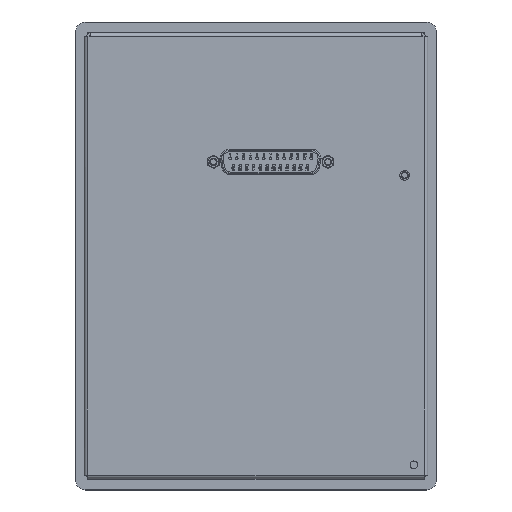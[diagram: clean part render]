
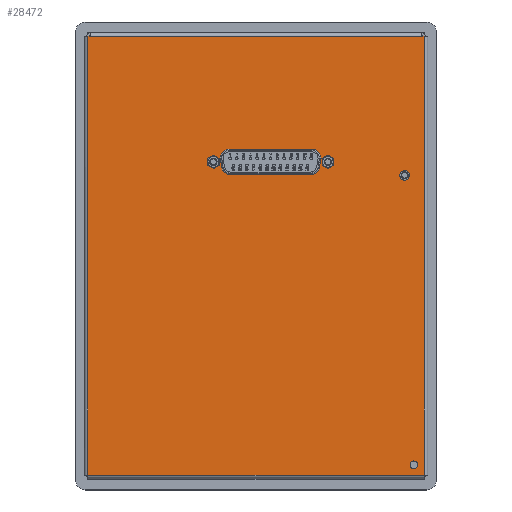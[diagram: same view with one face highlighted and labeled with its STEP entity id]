
A CAD part, top view. The second image highlights one B-rep face of the part: STEP entity #28472.
In plain terms, the highlighted planar face has unit normal (0, 0, 1).
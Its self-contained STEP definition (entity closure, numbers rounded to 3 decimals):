
#3650=LINE('',#116771,#12729);
#3651=LINE('',#116774,#12730);
#3652=LINE('',#116776,#12731);
#3653=LINE('',#116778,#12732);
#3654=LINE('',#116780,#12733);
#3655=LINE('',#116782,#12734);
#3656=LINE('',#116786,#12735);
#3657=LINE('',#116790,#12736);
#3658=LINE('',#116794,#12737);
#3659=LINE('',#116798,#12738);
#12729=VECTOR('',#93145,1.);
#12730=VECTOR('',#93146,1.);
#12731=VECTOR('',#93147,1.);
#12732=VECTOR('',#93148,1.);
#12733=VECTOR('',#93149,1.);
#12734=VECTOR('',#93150,1.);
#12735=VECTOR('',#93153,1.);
#12736=VECTOR('',#93156,1.);
#12737=VECTOR('',#93159,1.);
#12738=VECTOR('',#93162,1.);
#20315=PLANE('',#82193);
#28472=ADVANCED_FACE('',(#31892,#31893,#31894,#31895,#31896,#31897),#20315,
 .F.);
#31892=FACE_BOUND('',#34213,.T.);
#31893=FACE_BOUND('',#34214,.T.);
#31894=FACE_BOUND('',#34215,.T.);
#31895=FACE_BOUND('',#34216,.T.);
#31896=FACE_BOUND('',#34217,.T.);
#31897=FACE_BOUND('',#34218,.T.);
#34213=EDGE_LOOP('',(#45084));
#34214=EDGE_LOOP('',(#45085));
#34215=EDGE_LOOP('',(#45086,#45087,#45088,#45089,#45090,#45091));
#34216=EDGE_LOOP('',(#45092,#45093,#45094,#45095,#45096,#45097,#45098,#45099));
#34217=EDGE_LOOP('',(#45100));
#34218=EDGE_LOOP('',(#45101));
#45084=ORIENTED_EDGE('',*,*,#71365,.T.);
#45085=ORIENTED_EDGE('',*,*,#71367,.T.);
#45086=ORIENTED_EDGE('',*,*,#71378,.F.);
#45087=ORIENTED_EDGE('',*,*,#71379,.F.);
#45088=ORIENTED_EDGE('',*,*,#71380,.F.);
#45089=ORIENTED_EDGE('',*,*,#71381,.F.);
#45090=ORIENTED_EDGE('',*,*,#71382,.F.);
#45091=ORIENTED_EDGE('',*,*,#71383,.F.);
#45092=ORIENTED_EDGE('',*,*,#71384,.T.);
#45093=ORIENTED_EDGE('',*,*,#71385,.T.);
#45094=ORIENTED_EDGE('',*,*,#71386,.T.);
#45095=ORIENTED_EDGE('',*,*,#71387,.T.);
#45096=ORIENTED_EDGE('',*,*,#71388,.T.);
#45097=ORIENTED_EDGE('',*,*,#71389,.T.);
#45098=ORIENTED_EDGE('',*,*,#71390,.T.);
#45099=ORIENTED_EDGE('',*,*,#71391,.T.);
#45100=ORIENTED_EDGE('',*,*,#71376,.T.);
#45101=ORIENTED_EDGE('',*,*,#71374,.T.);
#62620=VERTEX_POINT('',#116732);
#62622=VERTEX_POINT('',#116737);
#62629=VERTEX_POINT('',#116762);
#62631=VERTEX_POINT('',#116767);
#62633=VERTEX_POINT('',#116772);
#62634=VERTEX_POINT('',#116773);
#62635=VERTEX_POINT('',#116775);
#62636=VERTEX_POINT('',#116777);
#62637=VERTEX_POINT('',#116779);
#62638=VERTEX_POINT('',#116781);
#62639=VERTEX_POINT('',#116784);
#62640=VERTEX_POINT('',#116785);
#62641=VERTEX_POINT('',#116787);
#62642=VERTEX_POINT('',#116789);
#62643=VERTEX_POINT('',#116791);
#62644=VERTEX_POINT('',#116793);
#62645=VERTEX_POINT('',#116795);
#62646=VERTEX_POINT('',#116797);
#71365=EDGE_CURVE('',#62620,#62620,#79200,.T.);
#71367=EDGE_CURVE('',#62622,#62622,#79202,.T.);
#71374=EDGE_CURVE('',#62629,#62629,#79209,.T.);
#71376=EDGE_CURVE('',#62631,#62631,#79211,.T.);
#71378=EDGE_CURVE('',#62633,#62634,#3650,.T.);
#71379=EDGE_CURVE('',#62635,#62633,#3651,.T.);
#71380=EDGE_CURVE('',#62636,#62635,#3652,.T.);
#71381=EDGE_CURVE('',#62637,#62636,#3653,.T.);
#71382=EDGE_CURVE('',#62638,#62637,#3654,.T.);
#71383=EDGE_CURVE('',#62634,#62638,#3655,.T.);
#71384=EDGE_CURVE('',#62639,#62640,#79213,.T.);
#71385=EDGE_CURVE('',#62640,#62641,#3656,.T.);
#71386=EDGE_CURVE('',#62641,#62642,#79214,.T.);
#71387=EDGE_CURVE('',#62642,#62643,#3657,.T.);
#71388=EDGE_CURVE('',#62643,#62644,#79215,.T.);
#71389=EDGE_CURVE('',#62644,#62645,#3658,.T.);
#71390=EDGE_CURVE('',#62645,#62646,#79216,.T.);
#71391=EDGE_CURVE('',#62646,#62639,#3659,.T.);
#79200=CIRCLE('',#82162,1.6);
#79202=CIRCLE('',#82165,2.);
#79209=CIRCLE('',#82183,1.75);
#79211=CIRCLE('',#82186,1.75);
#79213=CIRCLE('',#82189,3.7);
#79214=CIRCLE('',#82190,3.7);
#79215=CIRCLE('',#82191,3.7);
#79216=CIRCLE('',#82192,3.7);
#82162=AXIS2_PLACEMENT_3D('',#116731,#93091,#93092);
#82165=AXIS2_PLACEMENT_3D('',#116736,#93097,#93098);
#82183=AXIS2_PLACEMENT_3D('',#116761,#93133,#93134);
#82186=AXIS2_PLACEMENT_3D('',#116766,#93139,#93140);
#82189=AXIS2_PLACEMENT_3D('',#116783,#93151,#93152);
#82190=AXIS2_PLACEMENT_3D('',#116788,#93154,#93155);
#82191=AXIS2_PLACEMENT_3D('',#116792,#93157,#93158);
#82192=AXIS2_PLACEMENT_3D('',#116796,#93160,#93161);
#82193=AXIS2_PLACEMENT_3D('',#116799,#93163,#93164);
#93091=DIRECTION('',(0.,0.,-1.));
#93092=DIRECTION('',(0.,1.,0.));
#93097=DIRECTION('',(0.,0.,-1.));
#93098=DIRECTION('',(0.,1.,0.));
#93133=DIRECTION('',(0.,0.,-1.));
#93134=DIRECTION('',(-1.,0.,0.));
#93139=DIRECTION('',(0.,0.,-1.));
#93140=DIRECTION('',(-1.,0.,0.));
#93145=DIRECTION('',(1.,0.,0.));
#93146=DIRECTION('',(0.,1.,0.));
#93147=DIRECTION('',(-1.,0.,0.));
#93148=DIRECTION('',(0.,-1.,0.));
#93149=DIRECTION('',(0.,-1.,0.));
#93150=DIRECTION('',(0.,-1.,0.));
#93151=DIRECTION('',(0.,0.,-1.));
#93152=DIRECTION('',(1.,0.,0.));
#93153=DIRECTION('',(-0.985,0.174,0.));
#93154=DIRECTION('',(0.,0.,-1.));
#93155=DIRECTION('',(1.,0.,0.));
#93156=DIRECTION('',(0.,1.,0.));
#93157=DIRECTION('',(0.,0.,-1.));
#93158=DIRECTION('',(1.,0.,0.));
#93159=DIRECTION('',(0.985,0.174,0.));
#93160=DIRECTION('',(0.,0.,-1.));
#93161=DIRECTION('',(1.,0.,0.));
#93162=DIRECTION('',(0.,-1.,0.));
#93163=DIRECTION('',(0.,0.,-1.));
#93164=DIRECTION('',(1.,0.,0.));
#116731=CARTESIAN_POINT('',(4.898,-170.237,-14.011));
#116732=CARTESIAN_POINT('',(4.898,-171.837,-14.011));
#116736=CARTESIAN_POINT('',(123.698,-166.437,-14.011));
#116737=CARTESIAN_POINT('',(123.698,-168.437,-14.011));
#116761=CARTESIAN_POINT('',(129.198,-134.937,-14.011));
#116762=CARTESIAN_POINT('',(130.948,-134.937,-14.011));
#116766=CARTESIAN_POINT('',(129.198,-87.937,-14.011));
#116767=CARTESIAN_POINT('',(130.948,-87.937,-14.011));
#116771=CARTESIAN_POINT('',(135.698,-36.437,-14.011));
#116772=CARTESIAN_POINT('',(0.698,-36.437,-14.011));
#116773=CARTESIAN_POINT('',(180.698,-36.437,-14.011));
#116774=CARTESIAN_POINT('',(0.698,-70.687,-14.011));
#116775=CARTESIAN_POINT('',(0.698,-174.437,-14.011));
#116776=CARTESIAN_POINT('',(45.698,-174.437,-14.011));
#116777=CARTESIAN_POINT('',(180.698,-174.437,-14.011));
#116778=CARTESIAN_POINT('',(180.698,-140.187,-14.011));
#116779=CARTESIAN_POINT('',(180.698,-173.437,-14.011));
#116780=CARTESIAN_POINT('',(180.698,-140.187,-14.011));
#116781=CARTESIAN_POINT('',(180.698,-37.437,-14.011));
#116782=CARTESIAN_POINT('',(180.698,-140.187,-14.011));
#116783=CARTESIAN_POINT('',(130.748,-128.437,-14.011));
#116784=CARTESIAN_POINT('',(134.448,-128.437,-14.011));
#116785=CARTESIAN_POINT('',(130.105,-132.081,-14.011));
#116786=CARTESIAN_POINT('',(107.167,-128.036,-14.011));
#116787=CARTESIAN_POINT('',(127.005,-131.534,-14.011));
#116788=CARTESIAN_POINT('',(127.648,-127.89,-14.011));
#116789=CARTESIAN_POINT('',(123.948,-127.89,-14.011));
#116790=CARTESIAN_POINT('',(123.948,-100.21,-14.011));
#116791=CARTESIAN_POINT('',(123.948,-94.984,-14.011));
#116792=CARTESIAN_POINT('',(127.648,-94.984,-14.011));
#116793=CARTESIAN_POINT('',(127.005,-91.34,-14.011));
#116794=CARTESIAN_POINT('',(109.743,-94.383,-14.011));
#116795=CARTESIAN_POINT('',(130.105,-90.793,-14.011));
#116796=CARTESIAN_POINT('',(130.748,-94.437,-14.011));
#116797=CARTESIAN_POINT('',(134.448,-94.437,-14.011));
#116798=CARTESIAN_POINT('',(134.448,-116.937,-14.011));
#116799=CARTESIAN_POINT('',(90.698,-105.437,-14.011));
